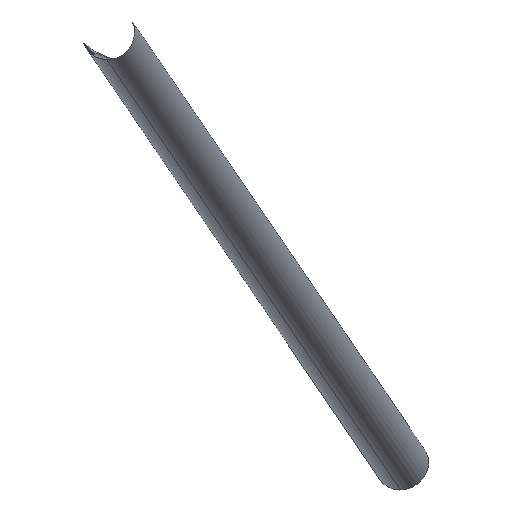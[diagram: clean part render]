
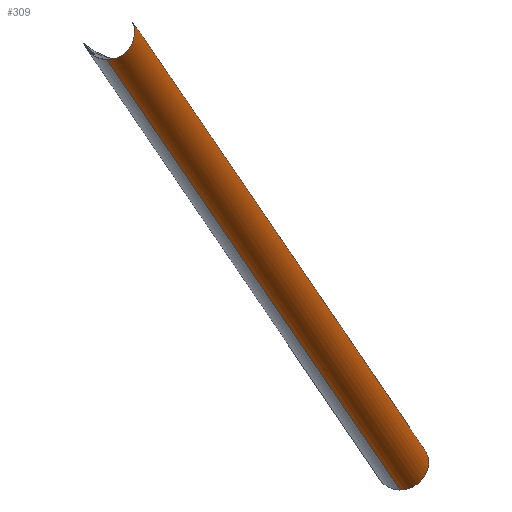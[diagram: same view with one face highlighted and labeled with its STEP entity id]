
A CAD part, left-side view. The second image highlights one B-rep face of the part: STEP entity #309.
In plain terms, the highlighted cylindrical face has radius 14 mm (diameter 28 mm), a partial arc.
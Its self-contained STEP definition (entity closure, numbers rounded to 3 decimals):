
#57=CARTESIAN_POINT('Axis2P3D Location',(-656.,150.,-57.)) ;
#61=CARTESIAN_POINT('Vertex',(-661.047,151.447,-69.978)) ;
#63=CARTESIAN_POINT('Vertex',(-650.953,148.553,-44.022)) ;
#99=CARTESIAN_POINT('Line Origine',(-918.19,225.202,68.441)) ;
#103=CARTESIAN_POINT('Vertex',(-1130.531,286.105,157.802)) ;
#106=CARTESIAN_POINT('Line Origine',(-928.283,228.096,42.485)) ;
#110=CARTESIAN_POINT('Vertex',(-1193.109,304.054,153.933)) ;
#208=CARTESIAN_POINT('Axis2P3D Location',(-923.237,226.649,55.463)) ;
#214=CARTESIAN_POINT('Control Point',(-1191.774,290.536,173.533)) ;
#215=CARTESIAN_POINT('Control Point',(-1191.777,290.508,173.469)) ;
#216=CARTESIAN_POINT('Control Point',(-1191.777,290.48,173.405)) ;
#217=CARTESIAN_POINT('Control Point',(-1191.771,290.451,173.338)) ;
#218=CARTESIAN_POINT('Control Point',(-1191.738,290.388,173.197)) ;
#219=CARTESIAN_POINT('Control Point',(-1191.653,290.332,173.084)) ;
#220=CARTESIAN_POINT('Control Point',(-1191.586,290.304,173.034)) ;
#221=CARTESIAN_POINT('Control Point',(-1191.379,290.231,172.912)) ;
#222=CARTESIAN_POINT('Control Point',(-1191.148,290.176,172.844)) ;
#223=CARTESIAN_POINT('Control Point',(-1190.992,290.139,172.796)) ;
#224=CARTESIAN_POINT('Control Point',(-1190.485,290.026,172.662)) ;
#225=CARTESIAN_POINT('Control Point',(-1189.975,289.923,172.551)) ;
#226=CARTESIAN_POINT('Control Point',(-1189.625,289.852,172.474)) ;
#227=CARTESIAN_POINT('Control Point',(-1188.491,289.629,172.232)) ;
#228=CARTESIAN_POINT('Control Point',(-1187.365,289.416,172.)) ;
#229=CARTESIAN_POINT('Control Point',(-1186.588,289.271,171.839)) ;
#230=CARTESIAN_POINT('Control Point',(-1184.464,288.882,171.4)) ;
#231=CARTESIAN_POINT('Control Point',(-1182.318,288.509,170.952)) ;
#232=CARTESIAN_POINT('Control Point',(-1180.94,288.276,170.662)) ;
#233=CARTESIAN_POINT('Control Point',(-1178.295,287.845,170.1)) ;
#234=CARTESIAN_POINT('Control Point',(-1175.535,287.425,169.503)) ;
#235=CARTESIAN_POINT('Control Point',(-1174.224,287.233,169.217)) ;
#236=CARTESIAN_POINT('Control Point',(-1171.814,286.893,168.686)) ;
#237=CARTESIAN_POINT('Control Point',(-1169.345,286.571,168.132)) ;
#238=CARTESIAN_POINT('Control Point',(-1168.232,286.431,167.881)) ;
#239=CARTESIAN_POINT('Control Point',(-1166.849,286.265,167.566)) ;
#240=CARTESIAN_POINT('Control Point',(-1165.464,286.107,167.247)) ;
#241=CARTESIAN_POINT('Control Point',(-1165.194,286.077,167.185)) ;
#242=CARTESIAN_POINT('Control Point',(-1161.214,285.635,166.265)) ;
#243=CARTESIAN_POINT('Control Point',(-1157.233,285.272,165.317)) ;
#244=CARTESIAN_POINT('Control Point',(-1153.562,285.014,164.416)) ;
#245=CARTESIAN_POINT('Control Point',(-1147.775,284.745,162.946)) ;
#246=CARTESIAN_POINT('Control Point',(-1142.012,284.794,161.371)) ;
#247=CARTESIAN_POINT('Control Point',(-1139.976,284.861,160.797)) ;
#248=CARTESIAN_POINT('Control Point',(-1136.825,285.052,159.877)) ;
#249=CARTESIAN_POINT('Control Point',(-1133.717,285.457,158.893)) ;
#250=CARTESIAN_POINT('Control Point',(-1132.647,285.628,158.543)) ;
#251=CARTESIAN_POINT('Control Point',(-1131.579,285.839,158.18)) ;
#252=CARTESIAN_POINT('Control Point',(-1130.531,286.105,157.802)) ;
#253=CARTESIAN_POINT('Vertex',(-1191.774,290.536,173.533)) ;
#256=CARTESIAN_POINT('Axis2P3D Location',(-1190.473,303.298,167.926)) ;
#260=CARTESIAN_POINT('Vertex',(-1192.408,290.139,172.296)) ;
#264=CARTESIAN_POINT('Control Point',(-1192.408,290.139,172.296)) ;
#265=CARTESIAN_POINT('Control Point',(-1192.413,290.106,172.194)) ;
#266=CARTESIAN_POINT('Control Point',(-1192.425,290.075,172.093)) ;
#267=CARTESIAN_POINT('Control Point',(-1192.439,290.045,171.992)) ;
#268=CARTESIAN_POINT('Control Point',(-1192.481,289.976,171.743)) ;
#269=CARTESIAN_POINT('Control Point',(-1192.53,289.914,171.494)) ;
#270=CARTESIAN_POINT('Control Point',(-1192.56,289.879,171.346)) ;
#271=CARTESIAN_POINT('Control Point',(-1192.638,289.798,170.977)) ;
#272=CARTESIAN_POINT('Control Point',(-1192.718,289.731,170.605)) ;
#273=CARTESIAN_POINT('Control Point',(-1192.766,289.695,170.382)) ;
#274=CARTESIAN_POINT('Control Point',(-1192.886,289.616,169.823)) ;
#275=CARTESIAN_POINT('Control Point',(-1193.004,289.566,169.259)) ;
#276=CARTESIAN_POINT('Control Point',(-1193.073,289.546,168.92)) ;
#277=CARTESIAN_POINT('Control Point',(-1193.243,289.522,168.07)) ;
#278=CARTESIAN_POINT('Control Point',(-1193.401,289.562,167.218)) ;
#279=CARTESIAN_POINT('Control Point',(-1193.492,289.609,166.707)) ;
#280=CARTESIAN_POINT('Control Point',(-1193.797,289.856,164.906)) ;
#281=CARTESIAN_POINT('Control Point',(-1194.038,290.387,163.147)) ;
#282=CARTESIAN_POINT('Control Point',(-1194.173,290.911,161.931)) ;
#283=CARTESIAN_POINT('Control Point',(-1194.366,292.252,159.595)) ;
#284=CARTESIAN_POINT('Control Point',(-1194.387,294.081,157.634)) ;
#285=CARTESIAN_POINT('Control Point',(-1194.352,295.122,156.755)) ;
#286=CARTESIAN_POINT('Control Point',(-1194.193,297.369,155.273)) ;
#287=CARTESIAN_POINT('Control Point',(-1193.873,299.841,154.371)) ;
#288=CARTESIAN_POINT('Control Point',(-1193.676,301.106,154.074)) ;
#289=CARTESIAN_POINT('Control Point',(-1193.449,302.373,153.929)) ;
#290=CARTESIAN_POINT('Control Point',(-1193.198,303.618,153.927)) ;
#291=CARTESIAN_POINT('Vertex',(-1193.198,303.618,153.927)) ;
#295=CARTESIAN_POINT('Control Point',(-1193.109,304.054,153.933)) ;
#296=CARTESIAN_POINT('Control Point',(-1193.139,303.909,153.929)) ;
#297=CARTESIAN_POINT('Control Point',(-1193.169,303.763,153.927)) ;
#298=CARTESIAN_POINT('Control Point',(-1193.198,303.618,153.927)) ;
#58=DIRECTION('Axis2P3D Direction',(-0.891,0.256,0.375)) ;
#100=DIRECTION('Vector Direction',(-0.891,0.256,0.375)) ;
#107=DIRECTION('Vector Direction',(-0.891,0.256,0.375)) ;
#209=DIRECTION('Axis2P3D Direction',(-0.891,0.256,0.375)) ;
#210=DIRECTION('Axis2P3D XDirection',(-0.36,0.103,-0.927)) ;
#257=DIRECTION('Axis2P3D Direction',(-0.891,0.256,0.375)) ;
#59=AXIS2_PLACEMENT_3D('Circle Axis2P3D',#57,#58,$) ;
#211=AXIS2_PLACEMENT_3D('Cylinder Axis2P3D',#208,#209,#210) ;
#258=AXIS2_PLACEMENT_3D('Circle Axis2P3D',#256,#257,$) ;
#301=ORIENTED_EDGE('',*,*,#255,.F.) ;
#302=ORIENTED_EDGE('',*,*,#262,.F.) ;
#303=ORIENTED_EDGE('',*,*,#293,.T.) ;
#304=ORIENTED_EDGE('',*,*,#299,.F.) ;
#305=ORIENTED_EDGE('',*,*,#112,.F.) ;
#306=ORIENTED_EDGE('',*,*,#65,.T.) ;
#307=ORIENTED_EDGE('',*,*,#105,.T.) ;
#101=VECTOR('Line Direction',#100,1.) ;
#108=VECTOR('Line Direction',#107,1.) ;
#309=ADVANCED_FACE('PartBody',(#308),#212,.T.) ;
#213=B_SPLINE_CURVE_WITH_KNOTS('',5,(#214,#215,#216,#217,#218,#219,#220,#221,#222,#223,#224,#225,#226,#227,#228,#229,#230,#231,#232,#233,#234,#235,#236,#237,#238,#239,#240,#241,#242,#243,#244,#245,#246,#247,#248,#249,#250,#251,#252),.UNSPECIFIED.,.F.,.U.,(6,3,3,3,3,3,3,3,3,3,3,3,6),(0.,0.483,1.087,2.437,5.422,12.135,23.758,33.882,42.045,43.982,71.057,86.15,94.239),.UNSPECIFIED.) ;
#263=B_SPLINE_CURVE_WITH_KNOTS('',5,(#264,#265,#266,#267,#268,#269,#270,#271,#272,#273,#274,#275,#276,#277,#278,#279,#280,#281,#282,#283,#284,#285,#286,#287,#288,#289,#290),.UNSPECIFIED.,.F.,.U.,(6,3,3,3,3,3,3,3,6),(0.,0.736,1.81,3.413,5.816,9.42,18.574,28.082,37.577),.UNSPECIFIED.) ;
#294=B_SPLINE_CURVE_WITH_KNOTS('',3,(#295,#296,#297,#298),.UNSPECIFIED.,.F.,.U.,(4,4),(0.,0.664),.UNSPECIFIED.) ;
#60=CIRCLE('generated circle',#59,14.) ;
#259=CIRCLE('generated circle',#258,14.) ;
#212=CYLINDRICAL_SURFACE('generated cylinder',#211,14.) ;
#65=EDGE_CURVE('',#62,#64,#60,.T.) ;
#105=EDGE_CURVE('',#64,#104,#102,.T.) ;
#112=EDGE_CURVE('',#62,#111,#109,.T.) ;
#255=EDGE_CURVE('',#254,#104,#213,.T.) ;
#262=EDGE_CURVE('',#261,#254,#259,.T.) ;
#293=EDGE_CURVE('',#261,#292,#263,.T.) ;
#299=EDGE_CURVE('',#111,#292,#294,.T.) ;
#300=EDGE_LOOP('',(#301,#302,#303,#304,#305,#306,#307)) ;
#308=FACE_OUTER_BOUND('',#300,.T.) ;
#102=LINE('Line',#99,#101) ;
#109=LINE('Line',#106,#108) ;
#62=VERTEX_POINT('',#61) ;
#64=VERTEX_POINT('',#63) ;
#104=VERTEX_POINT('',#103) ;
#111=VERTEX_POINT('',#110) ;
#254=VERTEX_POINT('',#253) ;
#261=VERTEX_POINT('',#260) ;
#292=VERTEX_POINT('',#291) ;
